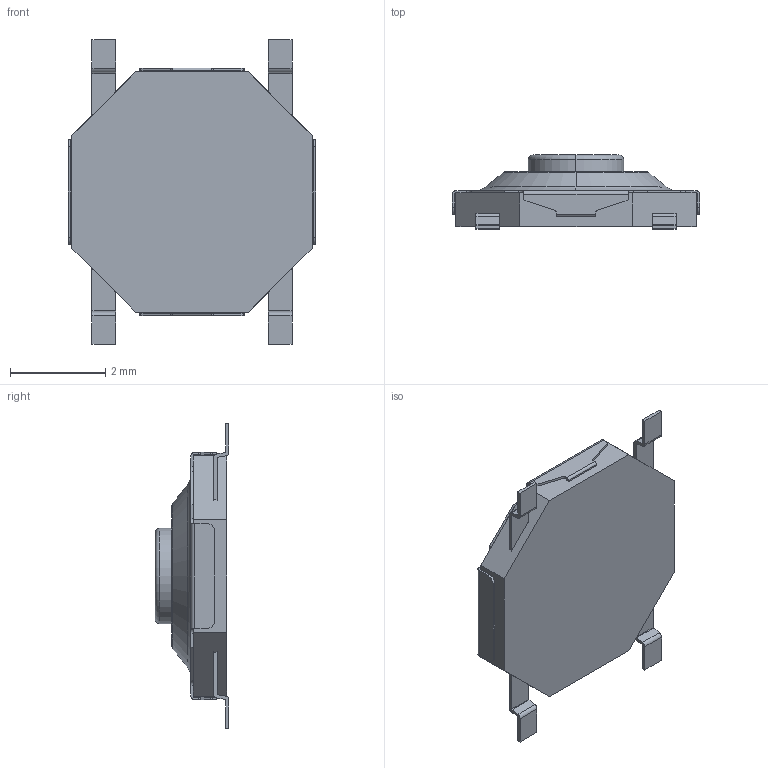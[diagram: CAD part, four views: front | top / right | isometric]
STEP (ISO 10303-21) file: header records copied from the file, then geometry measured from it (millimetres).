
FILE_DESCRIPTION (( 'STEP AP214' ), '1' );
FILE_NAME ('PTS526 SK15 SMTR2 LFS.STEP', '2021-05-22T06:35:42', ( '' ), ( '' ), 'SwSTEP 2.0', 'SolidWorks 2018', '' );
FILE_SCHEMA (( 'AUTOMOTIVE_DESIGN' ));
Length unit declared in the file: millimetre
Products named in the file (1): PTS526 SK15 SMTR2 LFS
Bounding box: 5.2 x 1.55 x 6.4 mm (x, y, z)
Volume: 21.5 mm3; surface area: 149.2 mm2
Topology: 5 solids, 5 shells, 157 faces, 432 edges, 286 vertices
Faces by surface type: plane 99, cylinder 50, torus 6, cone 2
Entity records: 5080 total; most frequent: CARTESIAN_POINT 876, ORIENTED_EDGE 864, DIRECTION 864, EDGE_CURVE 432, LINE 316, VECTOR 316, VERTEX_POINT 286, AXIS2_PLACEMENT_3D 274
